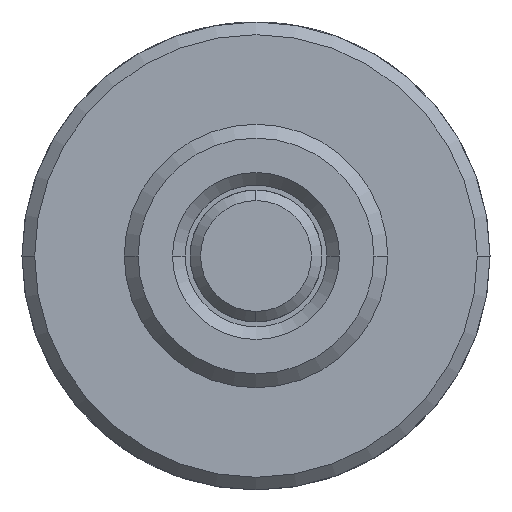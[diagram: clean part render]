
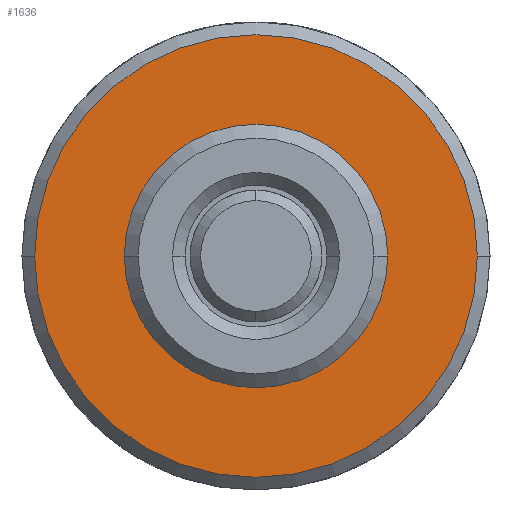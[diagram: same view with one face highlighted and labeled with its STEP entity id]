
A CAD part, left-side view. The second image highlights one B-rep face of the part: STEP entity #1636.
In plain terms, the highlighted planar face has unit normal (-1, 0, 0).
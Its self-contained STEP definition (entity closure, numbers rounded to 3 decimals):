
#21 = CARTESIAN_POINT ( 'NONE',  ( 12.7, 0., 0. ) ) ;
#105 = EDGE_CURVE ( 'NONE', #988, #2964, #569, .T. ) ;
#238 = CARTESIAN_POINT ( 'NONE',  ( 12.7, 0., 0. ) ) ;
#443 = DIRECTION ( 'NONE',  ( 1., 0., 0. ) ) ;
#466 = AXIS2_PLACEMENT_3D ( 'NONE', #2322, #3926, #779 ) ;
#507 = EDGE_CURVE ( 'NONE', #815, #1839, #526, .T. ) ;
#526 = CIRCLE ( 'NONE', #3178, 13.335 ) ;
#569 = CIRCLE ( 'NONE', #3031, 7.906 ) ;
#629 = FACE_OUTER_BOUND ( 'NONE', #3920, .T. ) ;
#767 = CARTESIAN_POINT ( 'NONE',  ( 12.7, 0., -13.335 ) ) ;
#779 = DIRECTION ( 'NONE',  ( 0., 0., -1. ) ) ;
#815 = VERTEX_POINT ( 'NONE', #2545 ) ;
#919 = AXIS2_PLACEMENT_3D ( 'NONE', #21, #2507, #947 ) ;
#947 = DIRECTION ( 'NONE',  ( 0., 0., -1. ) ) ;
#988 = VERTEX_POINT ( 'NONE', #2025 ) ;
#1187 = AXIS2_PLACEMENT_3D ( 'NONE', #238, #4070, #1598 ) ;
#1388 = ORIENTED_EDGE ( 'NONE', *, *, #507, .F. ) ;
#1562 = FACE_BOUND ( 'NONE', #1889, .T. ) ;
#1584 = EDGE_CURVE ( 'NONE', #2964, #988, #2708, .T. ) ;
#1598 = DIRECTION ( 'NONE',  ( 0., 0., -1. ) ) ;
#1636 = ADVANCED_FACE ( 'NONE', ( #629, #1562 ), #2819, .F. ) ;
#1645 = DIRECTION ( 'NONE',  ( 1., 0., 0. ) ) ;
#1839 = VERTEX_POINT ( 'NONE', #767 ) ;
#1889 = EDGE_LOOP ( 'NONE', ( #3488, #3235 ) ) ;
#2025 = CARTESIAN_POINT ( 'NONE',  ( 12.7, 0., 7.906 ) ) ;
#2322 = CARTESIAN_POINT ( 'NONE',  ( 12.7, 0., 0. ) ) ;
#2326 = DIRECTION ( 'NONE',  ( 0., 0., -1. ) ) ;
#2361 = ORIENTED_EDGE ( 'NONE', *, *, #3393, .F. ) ;
#2504 = CARTESIAN_POINT ( 'NONE',  ( 12.7, 0., 0. ) ) ;
#2507 = DIRECTION ( 'NONE',  ( 1., 0., 0. ) ) ;
#2545 = CARTESIAN_POINT ( 'NONE',  ( 12.7, 0., 13.335 ) ) ;
#2708 = CIRCLE ( 'NONE', #919, 7.906 ) ;
#2819 = PLANE ( 'NONE',  #1187 ) ;
#2964 = VERTEX_POINT ( 'NONE', #3058 ) ;
#3031 = AXIS2_PLACEMENT_3D ( 'NONE', #2504, #1645, #2326 ) ;
#3058 = CARTESIAN_POINT ( 'NONE',  ( 12.7, 0., -7.906 ) ) ;
#3178 = AXIS2_PLACEMENT_3D ( 'NONE', #3596, #443, #3615 ) ;
#3235 = ORIENTED_EDGE ( 'NONE', *, *, #105, .T. ) ;
#3393 = EDGE_CURVE ( 'NONE', #1839, #815, #3513, .T. ) ;
#3488 = ORIENTED_EDGE ( 'NONE', *, *, #1584, .T. ) ;
#3513 = CIRCLE ( 'NONE', #466, 13.335 ) ;
#3596 = CARTESIAN_POINT ( 'NONE',  ( 12.7, 0., 0. ) ) ;
#3615 = DIRECTION ( 'NONE',  ( 0., 0., -1. ) ) ;
#3920 = EDGE_LOOP ( 'NONE', ( #1388, #2361 ) ) ;
#3926 = DIRECTION ( 'NONE',  ( 1., 0., 0. ) ) ;
#4070 = DIRECTION ( 'NONE',  ( 1., 0., 0. ) ) ;
